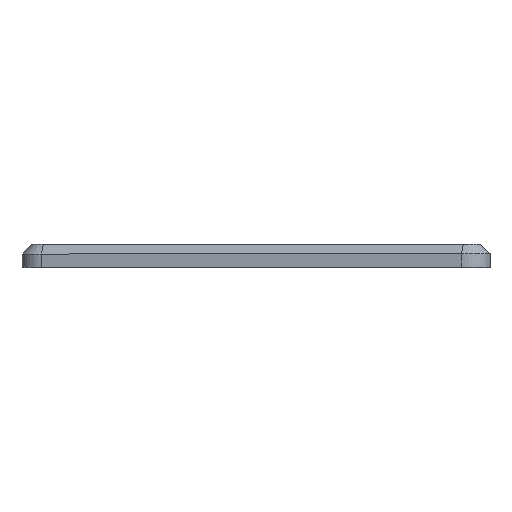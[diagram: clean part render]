
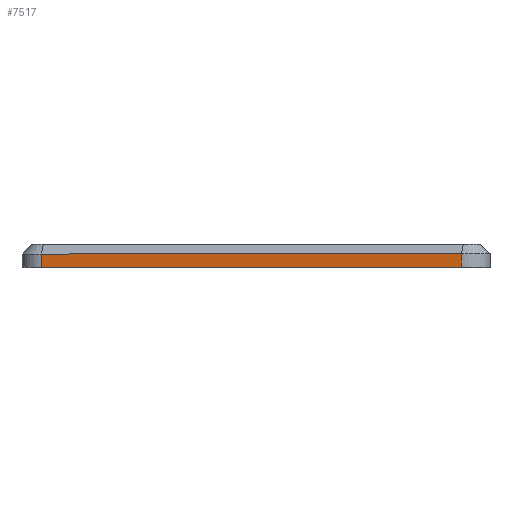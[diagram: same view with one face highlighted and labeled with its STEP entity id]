
A CAD part, top view. The second image highlights one B-rep face of the part: STEP entity #7517.
In plain terms, the highlighted planar face has unit normal (-0.191, 0, 0.982).
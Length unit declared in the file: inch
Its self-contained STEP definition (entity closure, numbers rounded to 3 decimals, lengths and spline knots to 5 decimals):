
#263=PLANE('',#8254);
#633=FACE_OUTER_BOUND('',#1053,.T.);
#1053=EDGE_LOOP('',(#6317,#6318,#6319,#6320));
#1769=LINE('',#12495,#2501);
#1812=LINE('',#12608,#2544);
#1813=LINE('',#12611,#2545);
#1814=LINE('',#12612,#2546);
#2501=VECTOR('',#10186,0.3937);
#2544=VECTOR('',#10277,0.3937);
#2545=VECTOR('',#10280,0.3937);
#2546=VECTOR('',#10281,0.3937);
#3626=VERTEX_POINT('',#12492);
#3627=VERTEX_POINT('',#12494);
#3673=VERTEX_POINT('',#12606);
#3674=VERTEX_POINT('',#12610);
#4618=EDGE_CURVE('',#3626,#3627,#1769,.T.);
#4675=EDGE_CURVE('',#3626,#3673,#1812,.T.);
#4676=EDGE_CURVE('',#3674,#3673,#1813,.T.);
#4677=EDGE_CURVE('',#3627,#3674,#1814,.T.);
#6317=ORIENTED_EDGE('',*,*,#4618,.F.);
#6318=ORIENTED_EDGE('',*,*,#4675,.T.);
#6319=ORIENTED_EDGE('',*,*,#4676,.F.);
#6320=ORIENTED_EDGE('',*,*,#4677,.F.);
#7517=ADVANCED_FACE('',(#633),#263,.T.);
#8254=AXIS2_PLACEMENT_3D('',#12609,#10278,#10279);
#10186=DIRECTION('',(-0.982,0.,-0.191));
#10277=DIRECTION('',(0.,1.,0.));
#10278=DIRECTION('center_axis',(-0.191,0.,0.982));
#10279=DIRECTION('ref_axis',(-0.982,0.,-0.191));
#10280=DIRECTION('',(0.982,0.,0.191));
#10281=DIRECTION('',(0.,1.,0.));
#12492=CARTESIAN_POINT('',(2.25401,-0.15354,3.3326));
#12494=CARTESIAN_POINT('',(-1.12394,-0.15354,2.67577));
#12495=CARTESIAN_POINT('',(0.85586,-0.15354,3.06073));
#12606=CARTESIAN_POINT('',(2.25401,-0.04724,3.3326));
#12608=CARTESIAN_POINT('',(2.25401,0.,3.3326));
#12609=CARTESIAN_POINT('Origin',(2.25401,0.,3.3326));
#12610=CARTESIAN_POINT('',(-1.12394,-0.04724,2.67577));
#12611=CARTESIAN_POINT('',(1.28056,-0.04724,3.14331));
#12612=CARTESIAN_POINT('',(-1.12394,0.,2.67577));
